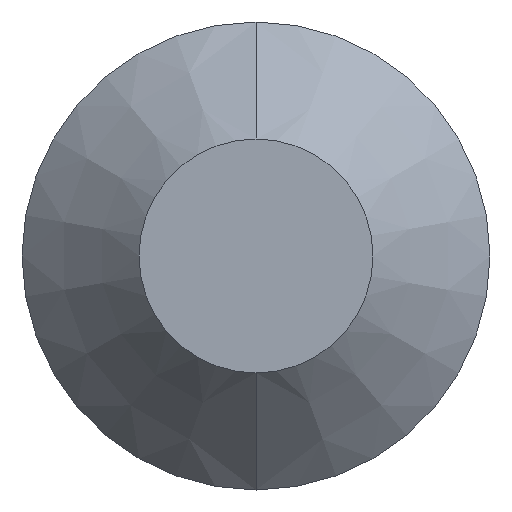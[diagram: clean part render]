
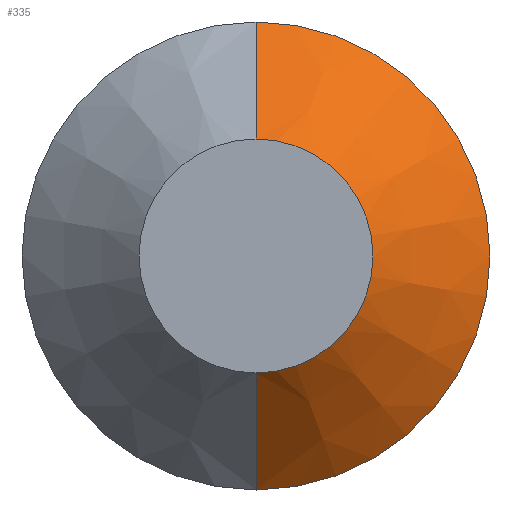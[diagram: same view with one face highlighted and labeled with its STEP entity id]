
A CAD part, front view. The second image highlights one B-rep face of the part: STEP entity #335.
In plain terms, the highlighted conical face has half-angle 45 degrees and reference radius 5 mm.
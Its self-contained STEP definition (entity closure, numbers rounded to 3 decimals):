
#36 = VECTOR ( 'NONE', #848, 1000. ) ;
#43 = CIRCLE ( 'NONE', #45, 2.5 ) ;
#44 = VECTOR ( 'NONE', #832, 1000. ) ;
#45 = AXIS2_PLACEMENT_3D ( 'NONE', #831, #828, #827 ) ;
#115 = CONICAL_SURFACE ( 'NONE', #116, 5., 0.785 ) ;
#116 = AXIS2_PLACEMENT_3D ( 'NONE', #227, #220, #217 ) ;
#208 = CARTESIAN_POINT ( 'NONE',  ( 0., -0.3, -5. ) ) ;
#210 = CARTESIAN_POINT ( 'NONE',  ( 0., -2.8, 2.5 ) ) ;
#217 = DIRECTION ( 'NONE',  ( 0., 0., 1. ) ) ;
#220 = DIRECTION ( 'NONE',  ( 0., 1., 0. ) ) ;
#226 = CARTESIAN_POINT ( 'NONE',  ( 0., -0.3, 5. ) ) ;
#227 = CARTESIAN_POINT ( 'NONE',  ( 0., -0.3, 0. ) ) ;
#232 = CARTESIAN_POINT ( 'NONE',  ( 0., -2.8, -2.5 ) ) ;
#265 = EDGE_CURVE ( 'NONE', #413, #778, #424, .T. ) ;
#268 = EDGE_CURVE ( 'NONE', #777, #413, #674, .T. ) ;
#272 = EDGE_CURVE ( 'NONE', #408, #778, #677, .T. ) ;
#273 = EDGE_CURVE ( 'NONE', #777, #408, #43, .T. ) ;
#335 = ADVANCED_FACE ( 'NONE', ( #732 ), #115, .T. ) ;
#383 = EDGE_LOOP ( 'NONE', ( #633, #605, #604, #606 ) ) ;
#408 = VERTEX_POINT ( 'NONE', #232 ) ;
#413 = VERTEX_POINT ( 'NONE', #226 ) ;
#424 = CIRCLE ( 'NONE', #785, 5. ) ;
#604 = ORIENTED_EDGE ( 'NONE', *, *, #265, .F. ) ;
#605 = ORIENTED_EDGE ( 'NONE', *, *, #272, .T. ) ;
#606 = ORIENTED_EDGE ( 'NONE', *, *, #268, .F. ) ;
#633 = ORIENTED_EDGE ( 'NONE', *, *, #273, .T. ) ;
#674 = LINE ( 'NONE', #849, #36 ) ;
#677 = LINE ( 'NONE', #835, #44 ) ;
#732 = FACE_OUTER_BOUND ( 'NONE', #383, .T. ) ;
#777 = VERTEX_POINT ( 'NONE', #210 ) ;
#778 = VERTEX_POINT ( 'NONE', #208 ) ;
#785 = AXIS2_PLACEMENT_3D ( 'NONE', #841, #858, #857 ) ;
#827 = DIRECTION ( 'NONE',  ( 0., 0., 1. ) ) ;
#828 = DIRECTION ( 'NONE',  ( 0., 1., 0. ) ) ;
#831 = CARTESIAN_POINT ( 'NONE',  ( 0., -2.8, 0. ) ) ;
#832 = DIRECTION ( 'NONE',  ( 0., 0.707, -0.707 ) ) ;
#835 = CARTESIAN_POINT ( 'NONE',  ( 0., -0.3, -5. ) ) ;
#841 = CARTESIAN_POINT ( 'NONE',  ( 0., -0.3, 0. ) ) ;
#848 = DIRECTION ( 'NONE',  ( 0., 0.707, 0.707 ) ) ;
#849 = CARTESIAN_POINT ( 'NONE',  ( 0., -0.3, 5. ) ) ;
#857 = DIRECTION ( 'NONE',  ( 0., 0., 1. ) ) ;
#858 = DIRECTION ( 'NONE',  ( 0., 1., 0. ) ) ;
